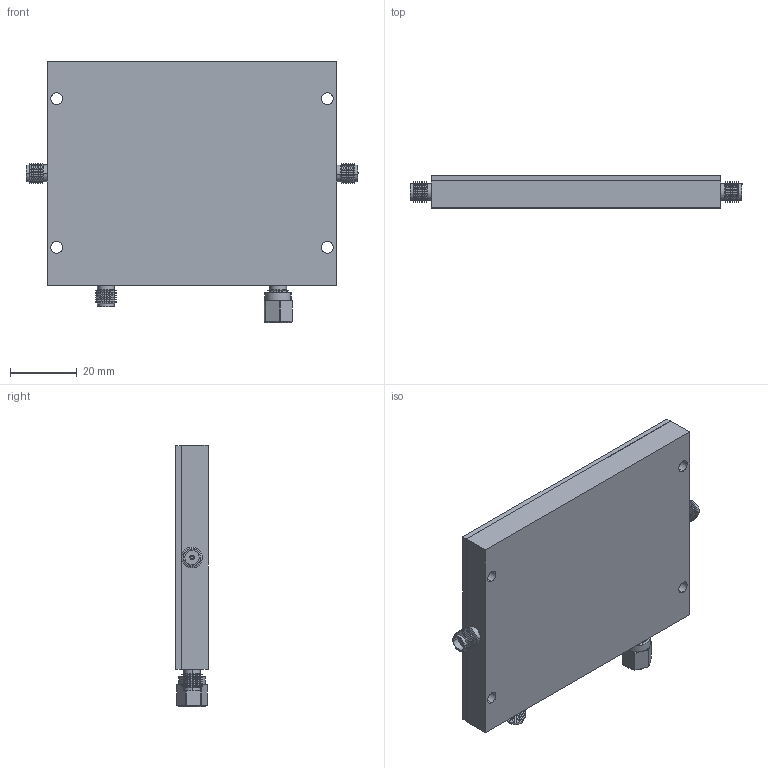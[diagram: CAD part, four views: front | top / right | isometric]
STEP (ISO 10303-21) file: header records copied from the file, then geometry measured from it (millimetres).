
FILE_DESCRIPTION (( 'STEP AP214' ), '1' );
FILE_NAME ('DCS 202_F.STEP', '2022-08-01T14:29:33', ( '' ), ( '' ), 'SwSTEP 2.0', 'SolidWorks 2021', '' );
FILE_SCHEMA (( 'AUTOMOTIVE_DESIGN' ));
Length unit declared in the file: inch
Products named in the file (1): DCS 202_F
Bounding box: 99.42 x 9.65 x 78.16 mm (x, y, z)
Volume: 56406.6 mm3; surface area: 29390.7 mm2
Topology: 15 solids, 15 shells, 1064 faces, 2711 edges, 1688 vertices
Faces by surface type: cylinder 568, plane 260, cone 144, bspline 76, sphere 14, torus 2
Entity records: 42092 total; most frequent: CARTESIAN_POINT 9524, DIRECTION 5795, ORIENTED_EDGE 5358, EDGE_CURVE 2679, AXIS2_PLACEMENT_3D 2263, VERTEX_POINT 1688, CIRCLE 1274, LINE 1269
